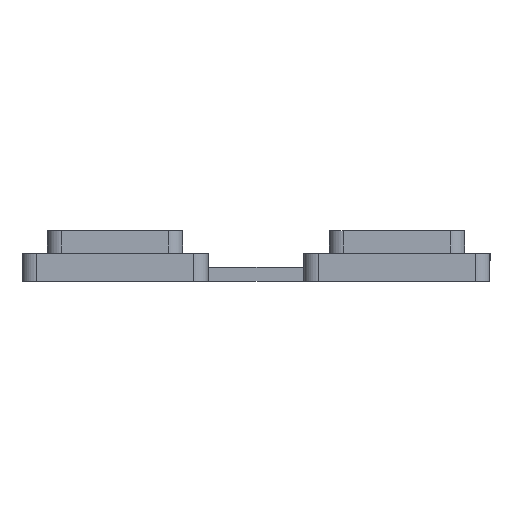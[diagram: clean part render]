
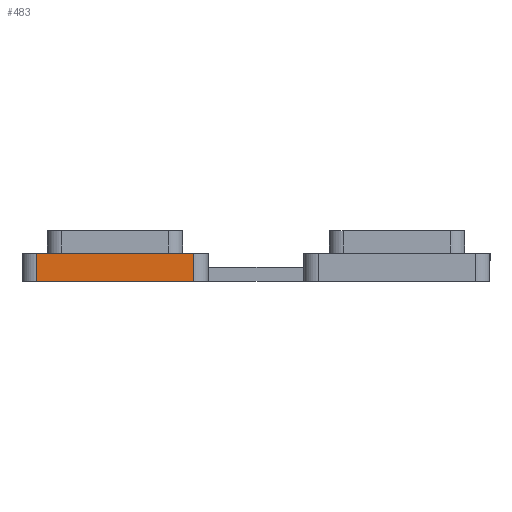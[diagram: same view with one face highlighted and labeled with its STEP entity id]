
A CAD part, left-side view. The second image highlights one B-rep face of the part: STEP entity #483.
In plain terms, the highlighted planar face has unit normal (-1, 0, 0).
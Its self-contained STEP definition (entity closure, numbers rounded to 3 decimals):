
#27 = VERTEX_POINT ( 'NONE', #1462 ) ;
#28 = ORIENTED_EDGE ( 'NONE', *, *, #264, .T. ) ;
#91 = DIRECTION ( 'NONE',  ( 0., 1., 0. ) ) ;
#99 = CARTESIAN_POINT ( 'NONE',  ( -6.6, -2., 5.6 ) ) ;
#118 = EDGE_CURVE ( 'NONE', #746, #660, #1473, .T. ) ;
#193 = PLANE ( 'NONE',  #512 ) ;
#264 = EDGE_CURVE ( 'NONE', #27, #660, #526, .T. ) ;
#462 = DIRECTION ( 'NONE',  ( 0., 0., -1. ) ) ;
#471 = CARTESIAN_POINT ( 'NONE',  ( -6.6, -2., 5.6 ) ) ;
#483 = ADVANCED_FACE ( 'NONE', ( #1530 ), #193, .F. ) ;
#506 = CARTESIAN_POINT ( 'NONE',  ( -6.6, 0., 5.6 ) ) ;
#512 = AXIS2_PLACEMENT_3D ( 'NONE', #668, #1160, #549 ) ;
#526 = LINE ( 'NONE', #506, #942 ) ;
#538 = VERTEX_POINT ( 'NONE', #99 ) ;
#549 = DIRECTION ( 'NONE',  ( 0., 0., -1. ) ) ;
#589 = EDGE_CURVE ( 'NONE', #538, #27, #1528, .T. ) ;
#643 = VECTOR ( 'NONE', #1224, 1000. ) ;
#660 = VERTEX_POINT ( 'NONE', #1175 ) ;
#668 = CARTESIAN_POINT ( 'NONE',  ( -6.6, -2., 5.6 ) ) ;
#728 = CARTESIAN_POINT ( 'NONE',  ( -6.6, -2., -5.6 ) ) ;
#746 = VERTEX_POINT ( 'NONE', #1565 ) ;
#765 = ORIENTED_EDGE ( 'NONE', *, *, #884, .F. ) ;
#793 = VECTOR ( 'NONE', #462, 1000. ) ;
#831 = EDGE_LOOP ( 'NONE', ( #28, #1289, #765, #1310 ) ) ;
#884 = EDGE_CURVE ( 'NONE', #538, #746, #1213, .T. ) ;
#942 = VECTOR ( 'NONE', #1363, 1000. ) ;
#964 = CARTESIAN_POINT ( 'NONE',  ( -6.6, -2., 5.6 ) ) ;
#1050 = VECTOR ( 'NONE', #91, 1000. ) ;
#1160 = DIRECTION ( 'NONE',  ( 1., 0., 0. ) ) ;
#1175 = CARTESIAN_POINT ( 'NONE',  ( -6.6, 0., -5.6 ) ) ;
#1213 = LINE ( 'NONE', #964, #793 ) ;
#1224 = DIRECTION ( 'NONE',  ( 0., 1., 0. ) ) ;
#1289 = ORIENTED_EDGE ( 'NONE', *, *, #118, .F. ) ;
#1310 = ORIENTED_EDGE ( 'NONE', *, *, #589, .T. ) ;
#1363 = DIRECTION ( 'NONE',  ( 0., 0., -1. ) ) ;
#1462 = CARTESIAN_POINT ( 'NONE',  ( -6.6, 0., 5.6 ) ) ;
#1473 = LINE ( 'NONE', #728, #643 ) ;
#1528 = LINE ( 'NONE', #471, #1050 ) ;
#1530 = FACE_OUTER_BOUND ( 'NONE', #831, .T. ) ;
#1565 = CARTESIAN_POINT ( 'NONE',  ( -6.6, -2., -5.6 ) ) ;
